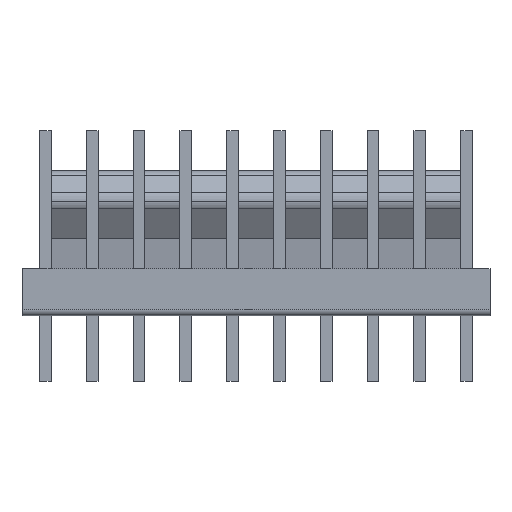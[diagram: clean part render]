
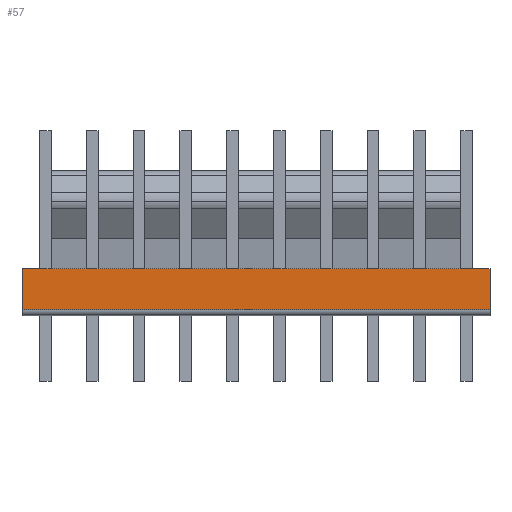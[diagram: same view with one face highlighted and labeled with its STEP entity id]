
A CAD part, front view. The second image highlights one B-rep face of the part: STEP entity #57.
In plain terms, the highlighted planar face has unit normal (0, -1, 0).
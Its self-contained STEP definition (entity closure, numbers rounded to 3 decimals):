
#57=ADVANCED_FACE('',(#202),#203,.T.);
#202=FACE_OUTER_BOUND('',#468,.T.);
#203=PLANE('',#469);
#468=EDGE_LOOP('',(#832,#833,#834,#835));
#469=AXIS2_PLACEMENT_3D('',#836,#837,#838);
#832=ORIENTED_EDGE('',*,*,#1758,.T.);
#833=ORIENTED_EDGE('',*,*,#1759,.F.);
#834=ORIENTED_EDGE('',*,*,#1760,.F.);
#835=ORIENTED_EDGE('',*,*,#1691,.T.);
#836=CARTESIAN_POINT('',(-12.7,-3.112,0.0));
#837=DIRECTION('',(0.0,-1.0,0.0));
#838=DIRECTION('',(0.0,0.0,-1.0));
#1691=EDGE_CURVE('',#2009,#2007,#2010,.T.);
#1758=EDGE_CURVE('',#2007,#2132,#2134,.T.);
#1759=EDGE_CURVE('',#2135,#2132,#2136,.T.);
#1760=EDGE_CURVE('',#2009,#2135,#2137,.T.);
#2007=VERTEX_POINT('',#2520);
#2009=VERTEX_POINT('',#2522);
#2010=LINE('',#2523,#2524);
#2132=VERTEX_POINT('',#2709);
#2134=LINE('',#2711,#2712);
#2135=VERTEX_POINT('',#2713);
#2136=LINE('',#2714,#2715);
#2137=LINE('',#2716,#2717);
#2520=CARTESIAN_POINT('',(-12.7,-3.112,-2.229));
#2522=CARTESIAN_POINT('',(-12.7,-3.112,0.0));
#2523=CARTESIAN_POINT('',(-12.7,-3.112,0.0));
#2524=VECTOR('',#3305,2.229);
#2709=CARTESIAN_POINT('',(12.7,-3.112,-2.229));
#2711=CARTESIAN_POINT('',(-12.7,-3.112,-2.229));
#2712=VECTOR('',#3378,25.4);
#2713=CARTESIAN_POINT('',(12.7,-3.112,0.0));
#2714=CARTESIAN_POINT('',(12.7,-3.112,0.0));
#2715=VECTOR('',#3379,2.229);
#2716=CARTESIAN_POINT('',(-12.7,-3.112,0.0));
#2717=VECTOR('',#3380,25.4);
#3305=DIRECTION('',(0.0,0.0,-1.0));
#3378=DIRECTION('',(1.0,0.0,0.0));
#3379=DIRECTION('',(0.0,0.0,-1.0));
#3380=DIRECTION('',(1.0,0.0,0.0));
